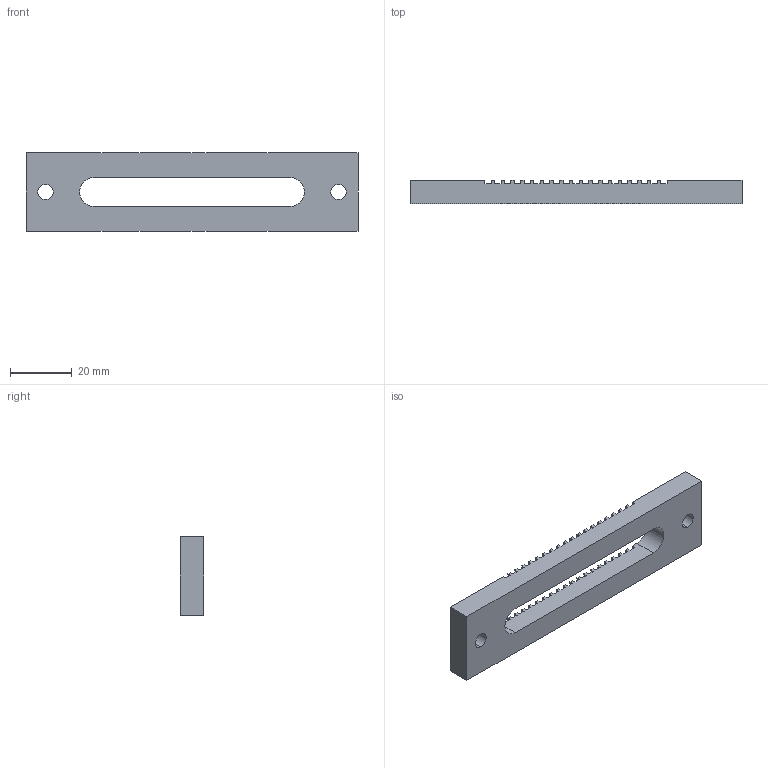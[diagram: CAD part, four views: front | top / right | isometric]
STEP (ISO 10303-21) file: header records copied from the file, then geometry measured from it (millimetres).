
FILE_DESCRIPTION (( 'STEP AP214' ), '1' );
FILE_NAME ('Rail.STEP', '2025-07-25T18:26:39', ( '' ), ( '' ), 'SwSTEP 2.0', 'SolidWorks 2016', '' );
FILE_SCHEMA (( 'AUTOMOTIVE_DESIGN' ));
Length unit declared in the file: inch
Products named in the file (1): Rail
Bounding box: 107.95 x 7.62 x 25.4 mm (x, y, z)
Volume: 14741.9 mm3; surface area: 8033.5 mm2
Topology: 1 solids, 1 shells, 165 faces, 492 edges, 328 vertices
Faces by surface type: plane 159, cylinder 6
Entity records: 5490 total; most frequent: CARTESIAN_POINT 986, ORIENTED_EDGE 984, DIRECTION 836, EDGE_CURVE 492, LINE 480, VECTOR 480, VERTEX_POINT 328, AXIS2_PLACEMENT_3D 178
